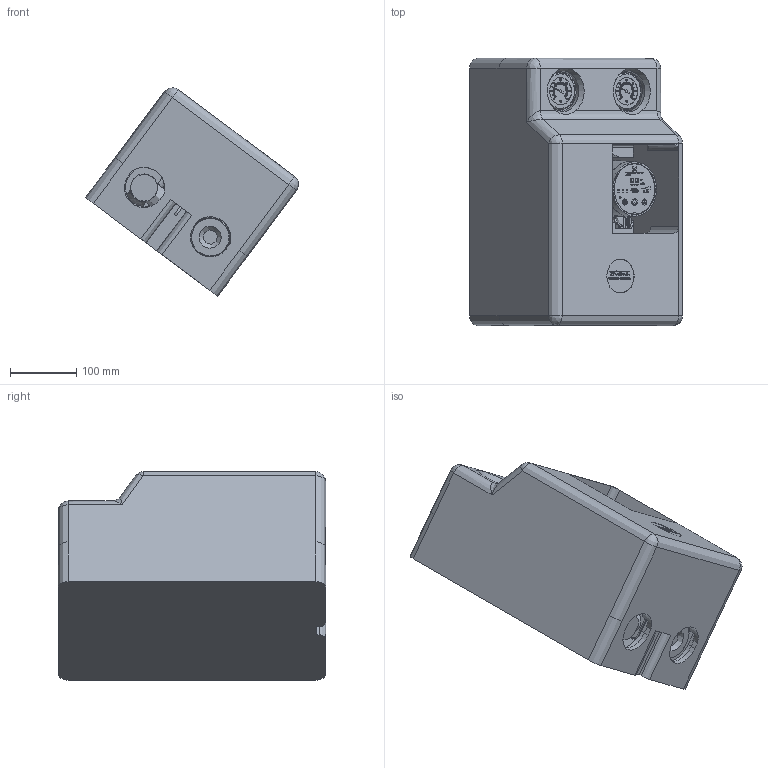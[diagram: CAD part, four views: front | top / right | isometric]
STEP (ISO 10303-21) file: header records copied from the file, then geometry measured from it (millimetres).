
FILE_DESCRIPTION(/* description */ (''),/* implementation_level */ '2;1');
FILE_NAME(/* name */ 'SMT125-DN32_Grumdfos.stp',/* time_stamp */ '2015-11-29T19:51:55+01:00',/* author */ ('ARTUR'),/* organization */ (''),/* preprocessor_version */ 'ST-DEVELOPER v15.6',/* originating_system */ 'Autodesk Inventor 2015',/* authorisation */ '');
FILE_SCHEMA (('CONFIG_CONTROL_DESIGN'));
Products named in the file (1): SMT125-DN32_Grumdfos
Bounding box: 322.86 x 405 x 315.77 mm (x, y, z)
Volume: 11030418.3 mm3; surface area: 1199050.9 mm2
Topology: 1 solids, 1 shells, 4599 faces, 12685 edges, 8241 vertices
Faces by surface type: plane 2626, cylinder 857, bspline 844, cone 136, torus 69, sphere 67
Full cylindrical faces by diameter (mm): 4.917 x6, 6.5 x2, 8.5 x5, 9 x1, 10 x4, 12 x2, 13 x2, 20 x1, 22 x2, 25 x2, 30 x4, 33 x1, 35 x2, 36 x1, 40 x5, 41 x5, 42 x2, 42.5 x2, 45 x2, 50 x1, 52 x1, 56 x2, 58 x1, 59 x2, 59.61 x2, 62 x3, 64 x2
Entity records: 175564 total; most frequent: CARTESIAN_POINT 61054, ORIENTED_EDGE 24838, DIRECTION 20162, EDGE_CURVE 12419, VERTEX_POINT 8175, LINE 8124, VECTOR 8124, AXIS2_PLACEMENT_3D 6019
